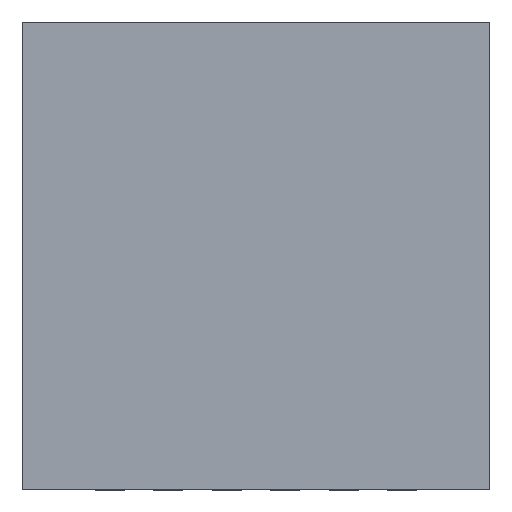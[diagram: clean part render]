
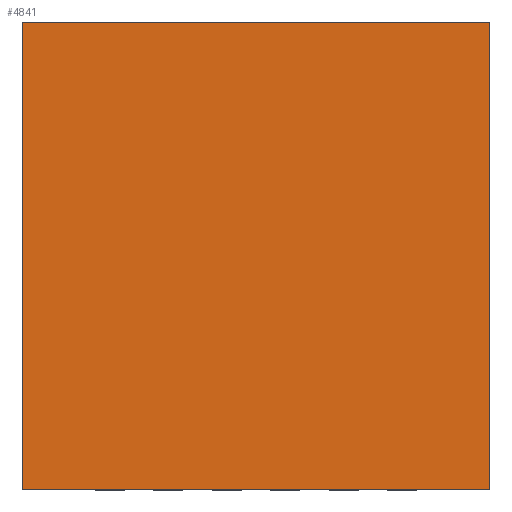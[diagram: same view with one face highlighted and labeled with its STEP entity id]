
A CAD part, top view. The second image highlights one B-rep face of the part: STEP entity #4841.
In plain terms, the highlighted face is planar.
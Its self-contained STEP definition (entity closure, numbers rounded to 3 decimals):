
#2203=DIRECTION('',(0.,0.,1.));
#2204=VECTOR('',#2203,4.);
#2205=CARTESIAN_POINT('',(-2.,0.975,-2.));
#2206=LINE('',#2205,#2204);
#2210=DIRECTION('',(-1.,0.,0.));
#2211=VECTOR('',#2210,4.);
#2212=CARTESIAN_POINT('',(2.,0.975,-2.));
#2213=LINE('',#2212,#2211);
#2217=DIRECTION('',(0.,0.,-1.));
#2218=VECTOR('',#2217,4.);
#2219=CARTESIAN_POINT('',(2.,0.975,2.));
#2220=LINE('',#2219,#2218);
#2224=DIRECTION('',(1.,0.,0.));
#2225=VECTOR('',#2224,4.);
#2226=CARTESIAN_POINT('',(-2.,0.975,2.));
#2227=LINE('',#2226,#2225);
#2871=CARTESIAN_POINT('',(-2.,0.975,-2.));
#2872=CARTESIAN_POINT('',(-2.,0.975,2.));
#2873=VERTEX_POINT('',#2871);
#2874=VERTEX_POINT('',#2872);
#2875=CARTESIAN_POINT('',(2.,0.975,2.));
#2876=VERTEX_POINT('',#2875);
#2877=CARTESIAN_POINT('',(2.,0.975,-2.));
#2878=VERTEX_POINT('',#2877);
#4830=CARTESIAN_POINT('',(0.,0.975,0.));
#4831=DIRECTION('',(0.,1.,0.));
#4832=DIRECTION('',(1.,0.,0.));
#4833=AXIS2_PLACEMENT_3D('',#4830,#4831,#4832);
#4834=PLANE('',#4833);
#4835=ORIENTED_EDGE('',*,*,#4713,.F.);
#4836=ORIENTED_EDGE('',*,*,#3846,.F.);
#4837=ORIENTED_EDGE('',*,*,#4228,.F.);
#4838=ORIENTED_EDGE('',*,*,#4585,.F.);
#4839=EDGE_LOOP('',(#4835,#4836,#4837,#4838));
#4840=FACE_OUTER_BOUND('',#4839,.F.);
#3846=EDGE_CURVE('',#2878,#2873,#2213,.T.);
#4228=EDGE_CURVE('',#2876,#2878,#2220,.T.);
#4585=EDGE_CURVE('',#2874,#2876,#2227,.T.);
#4713=EDGE_CURVE('',#2873,#2874,#2206,.T.);
#4841=ADVANCED_FACE('',(#4840),#4834,.T.);
